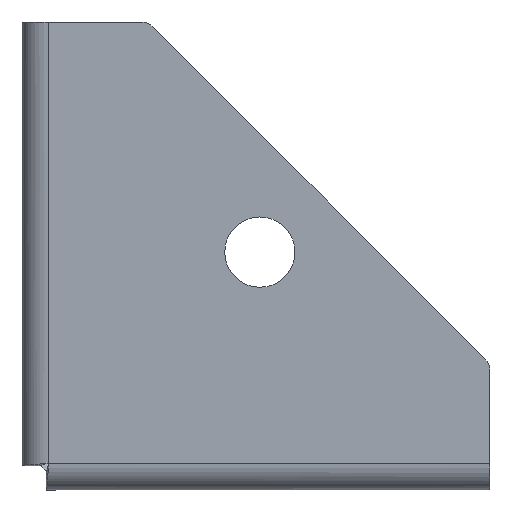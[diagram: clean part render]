
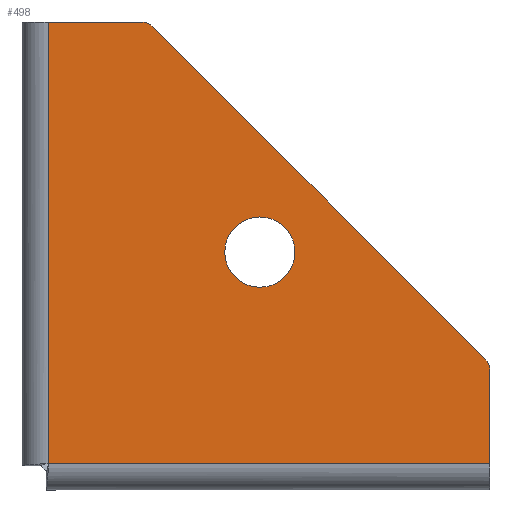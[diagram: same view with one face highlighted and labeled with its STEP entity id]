
A CAD part, left-side view. The second image highlights one B-rep face of the part: STEP entity #498.
In plain terms, the highlighted planar face has unit normal (-1, 0, 0).
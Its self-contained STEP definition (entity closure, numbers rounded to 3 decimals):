
#4 = CIRCLE ( 'NONE', #37, 2. ) ;
#8 = CARTESIAN_POINT ( 'NONE',  ( 0., -30.5, 30.5 ) ) ;
#10 = LINE ( 'NONE', #1103, #352 ) ;
#22 = DIRECTION ( 'NONE',  ( 0., -1., 0. ) ) ;
#26 = VERTEX_POINT ( 'NONE', #487 ) ;
#30 = EDGE_CURVE ( 'NONE', #385, #914, #10, .T. ) ;
#37 = AXIS2_PLACEMENT_3D ( 'NONE', #896, #906, #258 ) ;
#46 = FACE_BOUND ( 'NONE', #457, .T. ) ;
#52 = CARTESIAN_POINT ( 'NONE',  ( 0., -35., 30.5 ) ) ;
#63 = DIRECTION ( 'NONE',  ( 1., 0., 0. ) ) ;
#102 = EDGE_CURVE ( 'NONE', #562, #26, #1007, .T. ) ;
#105 = AXIS2_PLACEMENT_3D ( 'NONE', #588, #123, #1144 ) ;
#123 = DIRECTION ( 'NONE',  ( 1., 0., 0. ) ) ;
#195 = DIRECTION ( 'NONE',  ( 0., -1., 0. ) ) ;
#199 = VERTEX_POINT ( 'NONE', #501 ) ;
#204 = ORIENTED_EDGE ( 'NONE', *, *, #481, .F. ) ;
#258 = DIRECTION ( 'NONE',  ( 0., 1., 0. ) ) ;
#274 = VECTOR ( 'NONE', #758, 1000. ) ;
#288 = DIRECTION ( 'NONE',  ( 0., -0.707, -0.707 ) ) ;
#291 = CARTESIAN_POINT ( 'NONE',  ( 0., -3.4, 58. ) ) ;
#293 = CARTESIAN_POINT ( 'NONE',  ( 0., 0., 60. ) ) ;
#297 = ORIENTED_EDGE ( 'NONE', *, *, #30, .F. ) ;
#352 = VECTOR ( 'NONE', #551, 1000. ) ;
#355 = CARTESIAN_POINT ( 'NONE',  ( 0., -60., 3.4 ) ) ;
#385 = VERTEX_POINT ( 'NONE', #561 ) ;
#395 = PLANE ( 'NONE',  #105 ) ;
#411 = ORIENTED_EDGE ( 'NONE', *, *, #1131, .F. ) ;
#427 = EDGE_CURVE ( 'NONE', #901, #1013, #1053, .T. ) ;
#433 = DIRECTION ( 'NONE',  ( 0., 1., 0. ) ) ;
#457 = EDGE_LOOP ( 'NONE', ( #867, #651 ) ) ;
#460 = DIRECTION ( 'NONE',  ( 1., 0., 0. ) ) ;
#474 = CARTESIAN_POINT ( 'NONE',  ( 0., -16.745, 59.414 ) ) ;
#475 = VECTOR ( 'NONE', #672, 1000. ) ;
#481 = EDGE_CURVE ( 'NONE', #749, #199, #504, .T. ) ;
#487 = CARTESIAN_POINT ( 'NONE',  ( 0., -26., 30.5 ) ) ;
#498 = ADVANCED_FACE ( 'NONE', ( #46, #1004 ), #395, .F. ) ;
#500 = ORIENTED_EDGE ( 'NONE', *, *, #427, .F. ) ;
#501 = CARTESIAN_POINT ( 'NONE',  ( 0., -3.4, 60. ) ) ;
#504 = LINE ( 'NONE', #291, #475 ) ;
#519 = CARTESIAN_POINT ( 'NONE',  ( 0., -58., 15.331 ) ) ;
#522 = CARTESIAN_POINT ( 'NONE',  ( 0., -16.745, 59.414 ) ) ;
#530 = AXIS2_PLACEMENT_3D ( 'NONE', #8, #946, #195 ) ;
#542 = ORIENTED_EDGE ( 'NONE', *, *, #817, .F. ) ;
#551 = DIRECTION ( 'NONE',  ( 0., 0., -1. ) ) ;
#561 = CARTESIAN_POINT ( 'NONE',  ( 0., -60., 15.331 ) ) ;
#562 = VERTEX_POINT ( 'NONE', #52 ) ;
#588 = CARTESIAN_POINT ( 'NONE',  ( 0., -15.331, 58. ) ) ;
#603 = AXIS2_PLACEMENT_3D ( 'NONE', #670, #460, #22 ) ;
#612 = LINE ( 'NONE', #293, #274 ) ;
#624 = EDGE_LOOP ( 'NONE', ( #297, #542, #500, #809, #411, #204, #637 ) ) ;
#637 = ORIENTED_EDGE ( 'NONE', *, *, #770, .F. ) ;
#651 = ORIENTED_EDGE ( 'NONE', *, *, #1046, .T. ) ;
#668 = CIRCLE ( 'NONE', #530, 4.5 ) ;
#670 = CARTESIAN_POINT ( 'NONE',  ( 0., -30.5, 30.5 ) ) ;
#672 = DIRECTION ( 'NONE',  ( 0., 0., 1. ) ) ;
#681 = CIRCLE ( 'NONE', #978, 2. ) ;
#728 = CARTESIAN_POINT ( 'NONE',  ( 0., -15.331, 60. ) ) ;
#749 = VERTEX_POINT ( 'NONE', #815 ) ;
#758 = DIRECTION ( 'NONE',  ( 0., -1., 0. ) ) ;
#770 = EDGE_CURVE ( 'NONE', #914, #749, #903, .T. ) ;
#779 = EDGE_CURVE ( 'NONE', #967, #901, #4, .T. ) ;
#809 = ORIENTED_EDGE ( 'NONE', *, *, #779, .F. ) ;
#815 = CARTESIAN_POINT ( 'NONE',  ( 0., -3.4, 3.4 ) ) ;
#816 = VECTOR ( 'NONE', #288, 1000. ) ;
#817 = EDGE_CURVE ( 'NONE', #1013, #385, #681, .T. ) ;
#867 = ORIENTED_EDGE ( 'NONE', *, *, #102, .T. ) ;
#896 = CARTESIAN_POINT ( 'NONE',  ( 0., -15.331, 58. ) ) ;
#901 = VERTEX_POINT ( 'NONE', #522 ) ;
#903 = LINE ( 'NONE', #909, #937 ) ;
#906 = DIRECTION ( 'NONE',  ( 1., 0., 0. ) ) ;
#909 = CARTESIAN_POINT ( 'NONE',  ( 0., -15.331, 3.4 ) ) ;
#914 = VERTEX_POINT ( 'NONE', #355 ) ;
#927 = CARTESIAN_POINT ( 'NONE',  ( 0., -59.414, 16.745 ) ) ;
#937 = VECTOR ( 'NONE', #433, 1000. ) ;
#946 = DIRECTION ( 'NONE',  ( 1., 0., 0. ) ) ;
#967 = VERTEX_POINT ( 'NONE', #728 ) ;
#978 = AXIS2_PLACEMENT_3D ( 'NONE', #519, #63, #991 ) ;
#991 = DIRECTION ( 'NONE',  ( 0., 1., 0. ) ) ;
#1004 = FACE_OUTER_BOUND ( 'NONE', #624, .T. ) ;
#1007 = CIRCLE ( 'NONE', #603, 4.5 ) ;
#1013 = VERTEX_POINT ( 'NONE', #927 ) ;
#1046 = EDGE_CURVE ( 'NONE', #26, #562, #668, .T. ) ;
#1053 = LINE ( 'NONE', #474, #816 ) ;
#1103 = CARTESIAN_POINT ( 'NONE',  ( 0., -60., 15.331 ) ) ;
#1131 = EDGE_CURVE ( 'NONE', #199, #967, #612, .T. ) ;
#1144 = DIRECTION ( 'NONE',  ( 0., 1., 0. ) ) ;
